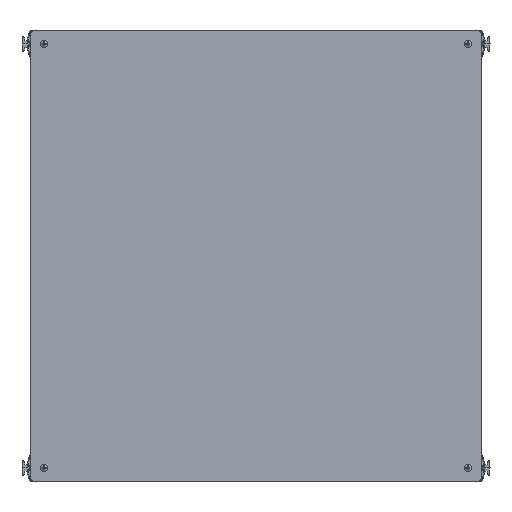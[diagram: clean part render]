
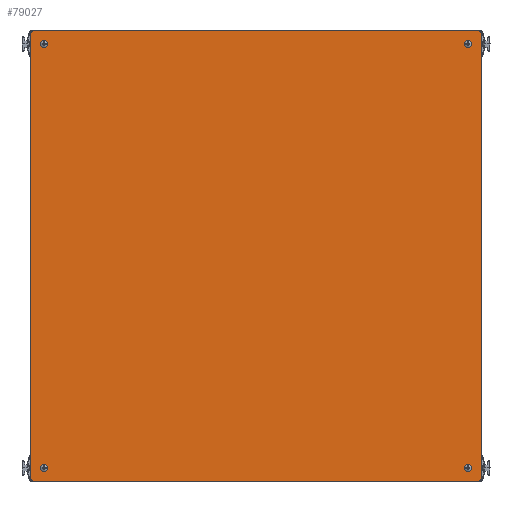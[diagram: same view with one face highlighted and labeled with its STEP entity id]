
A CAD part, top view. The second image highlights one B-rep face of the part: STEP entity #79027.
In plain terms, the highlighted planar face has unit normal (0, 0, 1).
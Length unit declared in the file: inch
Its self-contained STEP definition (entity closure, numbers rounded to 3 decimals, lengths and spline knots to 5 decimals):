
#1835 = ORIENTED_EDGE ( 'NONE', *, *, #89434, .F. ) ;
#3501 = EDGE_CURVE ( 'NONE', #58297, #58297, #16837, .T. ) ;
#5777 = CARTESIAN_POINT ( 'NONE',  ( -11.71045, -11.71209, 0.04 ) ) ;
#7350 = CARTESIAN_POINT ( 'NONE',  ( 11.91455, 11.78791, 0.04 ) ) ;
#7636 = VERTEX_POINT ( 'NONE', #5777 ) ;
#8860 = CARTESIAN_POINT ( 'NONE',  ( 11.78955, 11.66291, 0.04 ) ) ;
#9163 = CIRCLE ( 'NONE', #95375, 0.125 ) ;
#9181 = FACE_BOUND ( 'NONE', #27402, .T. ) ;
#10393 = CARTESIAN_POINT ( 'NONE',  ( 11.91455, 11.66291, 0.04 ) ) ;
#10849 = EDGE_LOOP ( 'NONE', ( #19555 ) ) ;
#10911 = DIRECTION ( 'NONE',  ( 1., 0., 0. ) ) ;
#11348 = VERTEX_POINT ( 'NONE', #86898 ) ;
#13204 = CARTESIAN_POINT ( 'NONE',  ( -11.02245, 11.10041, 0.04 ) ) ;
#13679 = ORIENTED_EDGE ( 'NONE', *, *, #77695, .F. ) ;
#16034 = PLANE ( 'NONE',  #67703 ) ;
#16837 = CIRCLE ( 'NONE', #90615, 0.125 ) ;
#17230 = VERTEX_POINT ( 'NONE', #47673 ) ;
#17453 = AXIS2_PLACEMENT_3D ( 'NONE', #25112, #77635, #10911 ) ;
#17796 = ORIENTED_EDGE ( 'NONE', *, *, #3501, .T. ) ;
#19555 = ORIENTED_EDGE ( 'NONE', *, *, #68040, .T. ) ;
#20749 = VECTOR ( 'NONE', #73581, 39.37008 ) ;
#22372 = AXIS2_PLACEMENT_3D ( 'NONE', #33660, #69998, #55772 ) ;
#24311 = CARTESIAN_POINT ( 'NONE',  ( 11.22705, -11.14959, 0.04 ) ) ;
#24850 = CARTESIAN_POINT ( 'NONE',  ( -11.58545, -11.71209, 0.04 ) ) ;
#25083 = EDGE_LOOP ( 'NONE', ( #30648 ) ) ;
#25112 = CARTESIAN_POINT ( 'NONE',  ( -11.58545, 11.66291, 0.04 ) ) ;
#25283 = LINE ( 'NONE', #93996, #88017 ) ;
#25726 = VERTEX_POINT ( 'NONE', #73077 ) ;
#27402 = EDGE_LOOP ( 'NONE', ( #31729 ) ) ;
#28410 = VECTOR ( 'NONE', #80323, 39.37008 ) ;
#28536 = VERTEX_POINT ( 'NONE', #68906 ) ;
#30648 = ORIENTED_EDGE ( 'NONE', *, *, #71146, .T. ) ;
#31729 = ORIENTED_EDGE ( 'NONE', *, *, #89207, .T. ) ;
#32115 = VERTEX_POINT ( 'NONE', #10393 ) ;
#32176 = CARTESIAN_POINT ( 'NONE',  ( 0.10205, -0.02459, 0.04 ) ) ;
#33660 = CARTESIAN_POINT ( 'NONE',  ( -11.02245, -11.14959, 0.04 ) ) ;
#33692 = EDGE_CURVE ( 'NONE', #25726, #7636, #36078, .T. ) ;
#35241 = DIRECTION ( 'NONE',  ( 0., 0., -1. ) ) ;
#36078 = CIRCLE ( 'NONE', #43941, 0.125 ) ;
#37870 = CIRCLE ( 'NONE', #17453, 0.125 ) ;
#38141 = FACE_BOUND ( 'NONE', #25083, .T. ) ;
#39907 = CIRCLE ( 'NONE', #41501, 0.125 ) ;
#40789 = DIRECTION ( 'NONE',  ( -1., 0., 0. ) ) ;
#41028 = ORIENTED_EDGE ( 'NONE', *, *, #33692, .F. ) ;
#41501 = AXIS2_PLACEMENT_3D ( 'NONE', #73502, #35241, #81328 ) ;
#41972 = DIRECTION ( 'NONE',  ( -1., 0., 0. ) ) ;
#42158 = DIRECTION ( 'NONE',  ( 1., 0., 0. ) ) ;
#42589 = EDGE_CURVE ( 'NONE', #7636, #28536, #83929, .T. ) ;
#43049 = AXIS2_PLACEMENT_3D ( 'NONE', #50087, #86912, #40789 ) ;
#43313 = CARTESIAN_POINT ( 'NONE',  ( -11.71045, 11.78791, 0.04 ) ) ;
#43941 = AXIS2_PLACEMENT_3D ( 'NONE', #24850, #55306, #68573 ) ;
#45112 = LINE ( 'NONE', #7350, #20749 ) ;
#45385 = CARTESIAN_POINT ( 'NONE',  ( 11.78955, 11.78791, 0.04 ) ) ;
#45983 = DIRECTION ( 'NONE',  ( 0., 0., 1. ) ) ;
#46356 = EDGE_CURVE ( 'NONE', #28536, #73164, #37870, .T. ) ;
#46617 = DIRECTION ( 'NONE',  ( 0., 0., -1. ) ) ;
#47404 = DIRECTION ( 'NONE',  ( 1., 0., 0. ) ) ;
#47673 = CARTESIAN_POINT ( 'NONE',  ( -10.89745, -11.14959, 0.04 ) ) ;
#48349 = DIRECTION ( 'NONE',  ( 0., 0., -1. ) ) ;
#49428 = CARTESIAN_POINT ( 'NONE',  ( 11.78955, -11.83709, 0.04 ) ) ;
#50087 = CARTESIAN_POINT ( 'NONE',  ( 11.78955, -11.71209, 0.04 ) ) ;
#51640 = DIRECTION ( 'NONE',  ( 1., 0., 0. ) ) ;
#52143 = CARTESIAN_POINT ( 'NONE',  ( -10.89745, 11.10041, 0.04 ) ) ;
#53418 = EDGE_LOOP ( 'NONE', ( #53540, #76283, #83699, #89317, #41028, #60281, #1835, #13679 ) ) ;
#53540 = ORIENTED_EDGE ( 'NONE', *, *, #54092, .F. ) ;
#54092 = EDGE_CURVE ( 'NONE', #88380, #32115, #9163, .T. ) ;
#54527 = CARTESIAN_POINT ( 'NONE',  ( 11.91455, -11.71209, 0.04 ) ) ;
#55306 = DIRECTION ( 'NONE',  ( 0., 0., -1. ) ) ;
#55381 = EDGE_CURVE ( 'NONE', #73164, #88380, #74215, .T. ) ;
#55772 = DIRECTION ( 'NONE',  ( 1., 0., 0. ) ) ;
#56726 = DIRECTION ( 'NONE',  ( 1., 0., 0. ) ) ;
#58252 = VERTEX_POINT ( 'NONE', #49428 ) ;
#58297 = VERTEX_POINT ( 'NONE', #73491 ) ;
#60281 = ORIENTED_EDGE ( 'NONE', *, *, #78223, .F. ) ;
#61422 = AXIS2_PLACEMENT_3D ( 'NONE', #13204, #94185, #42158 ) ;
#61498 = CARTESIAN_POINT ( 'NONE',  ( -11.58545, 11.78791, 0.04 ) ) ;
#61604 = EDGE_LOOP ( 'NONE', ( #17796 ) ) ;
#64049 = VECTOR ( 'NONE', #51640, 39.37008 ) ;
#66142 = VERTEX_POINT ( 'NONE', #54527 ) ;
#67703 = AXIS2_PLACEMENT_3D ( 'NONE', #32176, #45983, #56726 ) ;
#68040 = EDGE_CURVE ( 'NONE', #89437, #89437, #95949, .T. ) ;
#68064 = FACE_BOUND ( 'NONE', #10849, .T. ) ;
#68573 = DIRECTION ( 'NONE',  ( -1., 0., 0. ) ) ;
#68906 = CARTESIAN_POINT ( 'NONE',  ( -11.71045, 11.66291, 0.04 ) ) ;
#69023 = FACE_BOUND ( 'NONE', #61604, .T. ) ;
#69508 = FACE_OUTER_BOUND ( 'NONE', #53418, .T. ) ;
#69998 = DIRECTION ( 'NONE',  ( 0., 0., -1. ) ) ;
#71146 = EDGE_CURVE ( 'NONE', #17230, #17230, #81920, .T. ) ;
#73077 = CARTESIAN_POINT ( 'NONE',  ( -11.58545, -11.83709, 0.04 ) ) ;
#73164 = VERTEX_POINT ( 'NONE', #61498 ) ;
#73491 = CARTESIAN_POINT ( 'NONE',  ( 11.35205, -11.14959, 0.04 ) ) ;
#73502 = CARTESIAN_POINT ( 'NONE',  ( 11.22705, 11.10041, 0.04 ) ) ;
#73581 = DIRECTION ( 'NONE',  ( 0., -1., 0. ) ) ;
#74215 = LINE ( 'NONE', #43313, #64049 ) ;
#76283 = ORIENTED_EDGE ( 'NONE', *, *, #55381, .F. ) ;
#76523 = DIRECTION ( 'NONE',  ( -1., 0., 0. ) ) ;
#77635 = DIRECTION ( 'NONE',  ( 0., 0., -1. ) ) ;
#77695 = EDGE_CURVE ( 'NONE', #32115, #66142, #45112, .T. ) ;
#78223 = EDGE_CURVE ( 'NONE', #58252, #25726, #25283, .T. ) ;
#79027 = ADVANCED_FACE ( 'NONE', ( #38141, #68064, #9181, #69023, #69508 ), #16034, .T. ) ;
#80323 = DIRECTION ( 'NONE',  ( 0., 1., 0. ) ) ;
#81328 = DIRECTION ( 'NONE',  ( 1., 0., 0. ) ) ;
#81920 = CIRCLE ( 'NONE', #22372, 0.125 ) ;
#83699 = ORIENTED_EDGE ( 'NONE', *, *, #46356, .F. ) ;
#83929 = LINE ( 'NONE', #96996, #28410 ) ;
#86898 = CARTESIAN_POINT ( 'NONE',  ( 11.35205, 11.10041, 0.04 ) ) ;
#86912 = DIRECTION ( 'NONE',  ( 0., 0., -1. ) ) ;
#88017 = VECTOR ( 'NONE', #41972, 39.37008 ) ;
#88380 = VERTEX_POINT ( 'NONE', #45385 ) ;
#89207 = EDGE_CURVE ( 'NONE', #11348, #11348, #39907, .T. ) ;
#89317 = ORIENTED_EDGE ( 'NONE', *, *, #42589, .F. ) ;
#89434 = EDGE_CURVE ( 'NONE', #66142, #58252, #94750, .T. ) ;
#89437 = VERTEX_POINT ( 'NONE', #52143 ) ;
#90615 = AXIS2_PLACEMENT_3D ( 'NONE', #24311, #48349, #47404 ) ;
#93996 = CARTESIAN_POINT ( 'NONE',  ( 11.91455, -11.83709, 0.04 ) ) ;
#94185 = DIRECTION ( 'NONE',  ( 0., 0., -1. ) ) ;
#94750 = CIRCLE ( 'NONE', #43049, 0.125 ) ;
#95375 = AXIS2_PLACEMENT_3D ( 'NONE', #8860, #46617, #76523 ) ;
#95949 = CIRCLE ( 'NONE', #61422, 0.125 ) ;
#96996 = CARTESIAN_POINT ( 'NONE',  ( -11.71045, -11.83709, 0.04 ) ) ;
